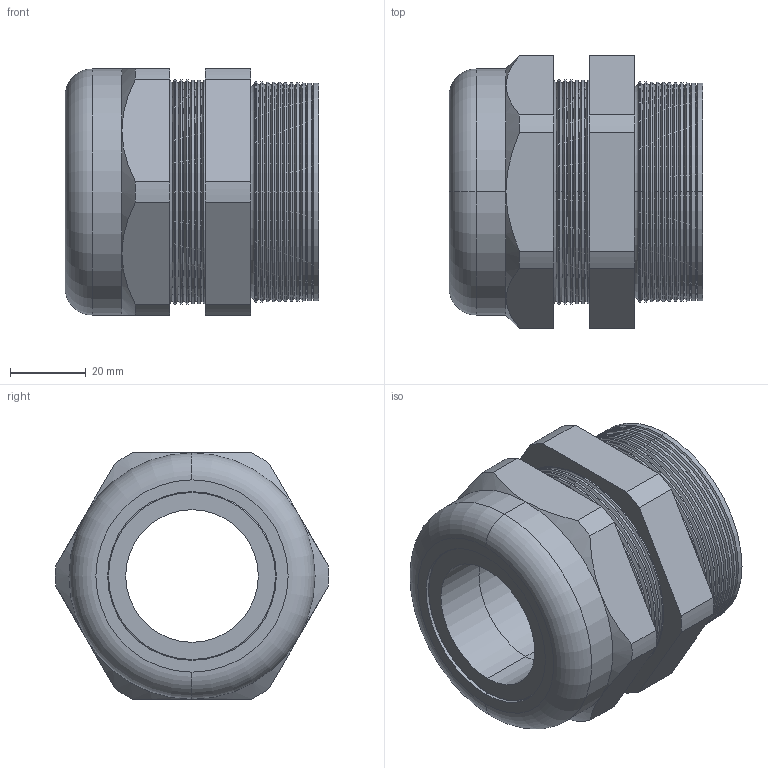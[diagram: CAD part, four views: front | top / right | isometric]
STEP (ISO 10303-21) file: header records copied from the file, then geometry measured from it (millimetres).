
FILE_DESCRIPTION (( 'STEP AP203' ), '1' );
FILE_NAME ('CD48CR-BK.STEP', '2008-05-23T12:15:54', ( 'Baystate01' ), ( 'Baystate' ), 'SwSTEP 2.0', 'SolidWorks 2007', '' );
FILE_SCHEMA (( 'CONFIG_CONTROL_DESIGN' ));
Length unit declared in the file: inch
Products named in the file (1): CD48CR-BK
Bounding box: 67.06 x 72.15 x 65.02 mm (x, y, z)
Volume: 132073.2 mm3; surface area: 35591.6 mm2
Topology: 2 solids, 2 shells, 158 faces, 336 edges, 186 vertices
Faces by surface type: cone 108, cylinder 22, plane 20, torus 8
Entity records: 4343 total; most frequent: DIRECTION 812, CARTESIAN_POINT 785, ORIENTED_EDGE 672, EDGE_CURVE 336, AXIS2_PLACEMENT_3D 329, VERTEX_POINT 186, CIRCLE 170, EDGE_LOOP 166
